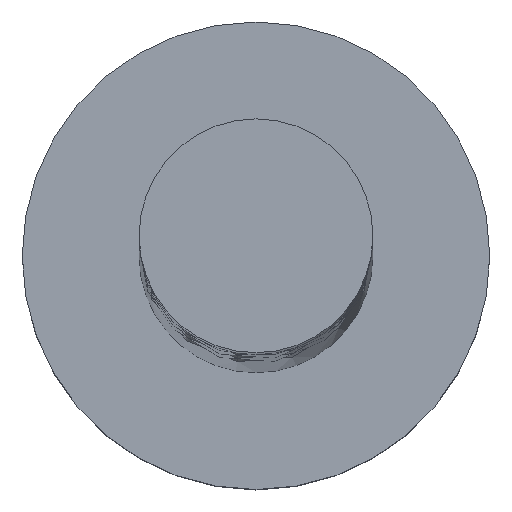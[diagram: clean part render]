
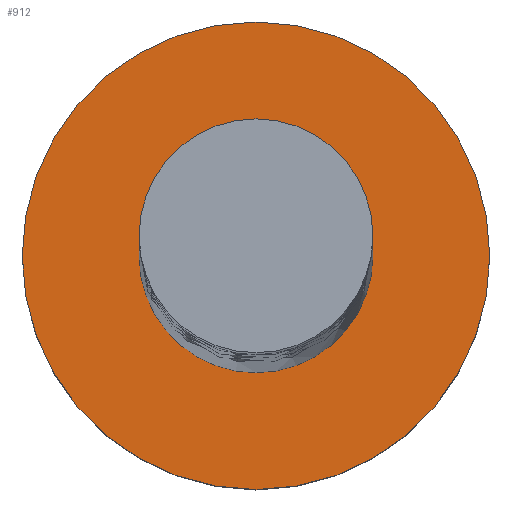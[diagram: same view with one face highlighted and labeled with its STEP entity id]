
A CAD part, top view. The second image highlights one B-rep face of the part: STEP entity #912.
In plain terms, the highlighted planar face has unit normal (0, 0, 1).
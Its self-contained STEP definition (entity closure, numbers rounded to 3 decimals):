
#76 = DIRECTION ( 'NONE',  ( 0., 0., 1. ) ) ;
#102 = DIRECTION ( 'NONE',  ( 1., 0., 0. ) ) ;
#106 = CARTESIAN_POINT ( 'NONE',  ( 0., 0., 2. ) ) ;
#115 = DIRECTION ( 'NONE',  ( 1., 0., 0. ) ) ;
#180 = CARTESIAN_POINT ( 'NONE',  ( 0., 0., 2. ) ) ;
#188 = DIRECTION ( 'NONE',  ( 1., 0., 0. ) ) ;
#209 = CARTESIAN_POINT ( 'NONE',  ( 0., 0., 2. ) ) ;
#270 = CARTESIAN_POINT ( 'NONE',  ( 2., 0., 2. ) ) ;
#304 = EDGE_LOOP ( 'NONE', ( #435, #1058 ) ) ;
#314 = AXIS2_PLACEMENT_3D ( 'NONE', #106, #1035, #115 ) ;
#324 = ORIENTED_EDGE ( 'NONE', *, *, #894, .T. ) ;
#327 = VERTEX_POINT ( 'NONE', #1307 ) ;
#401 = VERTEX_POINT ( 'NONE', #608 ) ;
#424 = VERTEX_POINT ( 'NONE', #555 ) ;
#434 = PLANE ( 'NONE',  #472 ) ;
#435 = ORIENTED_EDGE ( 'NONE', *, *, #1404, .F. ) ;
#443 = CARTESIAN_POINT ( 'NONE',  ( 0., 0., 2. ) ) ;
#472 = AXIS2_PLACEMENT_3D ( 'NONE', #209, #558, #565 ) ;
#555 = CARTESIAN_POINT ( 'NONE',  ( -1., 0., 2. ) ) ;
#558 = DIRECTION ( 'NONE',  ( 0., 0., 1. ) ) ;
#565 = DIRECTION ( 'NONE',  ( 1., 0., 0. ) ) ;
#608 = CARTESIAN_POINT ( 'NONE',  ( 1., 0., 2. ) ) ;
#781 = DIRECTION ( 'NONE',  ( 0., 0., 1. ) ) ;
#797 = FACE_OUTER_BOUND ( 'NONE', #1373, .T. ) ;
#881 = CARTESIAN_POINT ( 'NONE',  ( 0., 0., 2. ) ) ;
#888 = AXIS2_PLACEMENT_3D ( 'NONE', #180, #76, #986 ) ;
#894 = EDGE_CURVE ( 'NONE', #1091, #327, #954, .T. ) ;
#912 = ADVANCED_FACE ( 'NONE', ( #1477, #797 ), #434, .T. ) ;
#954 = CIRCLE ( 'NONE', #1002, 2. ) ;
#986 = DIRECTION ( 'NONE',  ( 1., 0., 0. ) ) ;
#1002 = AXIS2_PLACEMENT_3D ( 'NONE', #443, #1246, #102 ) ;
#1017 = EDGE_CURVE ( 'NONE', #401, #424, #1228, .T. ) ;
#1035 = DIRECTION ( 'NONE',  ( 0., 0., 1. ) ) ;
#1048 = CIRCLE ( 'NONE', #888, 1. ) ;
#1058 = ORIENTED_EDGE ( 'NONE', *, *, #1017, .F. ) ;
#1091 = VERTEX_POINT ( 'NONE', #270 ) ;
#1175 = CIRCLE ( 'NONE', #1473, 2. ) ;
#1228 = CIRCLE ( 'NONE', #314, 1. ) ;
#1246 = DIRECTION ( 'NONE',  ( 0., 0., 1. ) ) ;
#1307 = CARTESIAN_POINT ( 'NONE',  ( -2., 0., 2. ) ) ;
#1361 = EDGE_CURVE ( 'NONE', #327, #1091, #1175, .T. ) ;
#1373 = EDGE_LOOP ( 'NONE', ( #1439, #324 ) ) ;
#1404 = EDGE_CURVE ( 'NONE', #424, #401, #1048, .T. ) ;
#1439 = ORIENTED_EDGE ( 'NONE', *, *, #1361, .T. ) ;
#1473 = AXIS2_PLACEMENT_3D ( 'NONE', #881, #781, #188 ) ;
#1477 = FACE_BOUND ( 'NONE', #304, .T. ) ;
